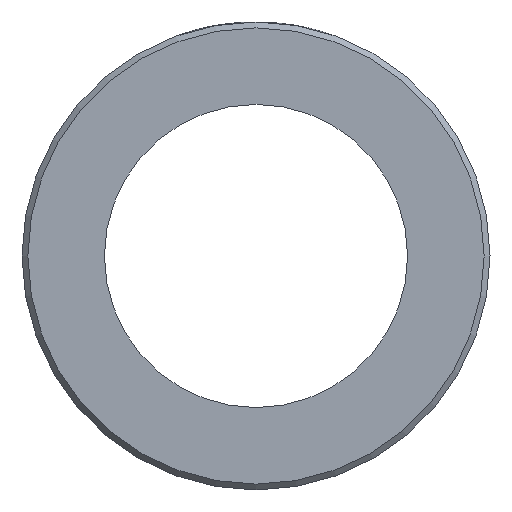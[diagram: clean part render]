
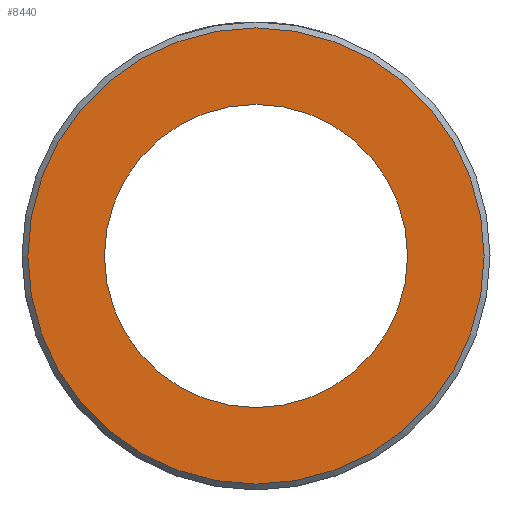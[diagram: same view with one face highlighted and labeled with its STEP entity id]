
A CAD part, left-side view. The second image highlights one B-rep face of the part: STEP entity #8440.
In plain terms, the highlighted planar face has unit normal (-1, 0, 0).
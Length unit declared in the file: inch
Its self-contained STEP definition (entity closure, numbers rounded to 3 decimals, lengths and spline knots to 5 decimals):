
#8409=CARTESIAN_POINT('',(0.0,0.3875,0.));
#8410=VERTEX_POINT('',#8409);
#8411=CARTESIAN_POINT('',(0.0,0.0,0.0));
#8412=DIRECTION('',(1.0,0.0,0.0));
#8413=DIRECTION('',(0.0,-1.0,0.0));
#8414=AXIS2_PLACEMENT_3D('',#8411,#8412,#8413);
#8415=CIRCLE('',#8414,0.3875);
#8416=EDGE_CURVE('',#8410,#8410,#8415,.T.);
#8421=CARTESIAN_POINT('',(0.0,0.0,0.0));
#8422=DIRECTION('',(-1.0,0.0,0.0));
#8423=DIRECTION('',(0.0,0.0,1.0));
#8424=AXIS2_PLACEMENT_3D('',#8421,#8422,#8423);
#8425=PLANE('',#8424);
#8426=ORIENTED_EDGE('',*,*,#8416,.F.);
#8427=EDGE_LOOP('',(#8426));
#8428=FACE_OUTER_BOUND('',#8427,.T.);
#8429=CARTESIAN_POINT('',(0.0,-0.2575,0.0));
#8430=VERTEX_POINT('',#8429);
#8431=CARTESIAN_POINT('',(0.0,0.0,0.0));
#8432=DIRECTION('',(1.0,0.0,0.0));
#8433=DIRECTION('',(0.0,-1.0,0.0));
#8434=AXIS2_PLACEMENT_3D('',#8431,#8432,#8433);
#8435=CIRCLE('',#8434,0.2575);
#8436=EDGE_CURVE('',#8430,#8430,#8435,.T.);
#8437=ORIENTED_EDGE('',*,*,#8436,.T.);
#8438=EDGE_LOOP('',(#8437));
#8439=FACE_BOUND('',#8438,.T.);
#8440=ADVANCED_FACE('',(#8428,#8439),#8425,.T.);
